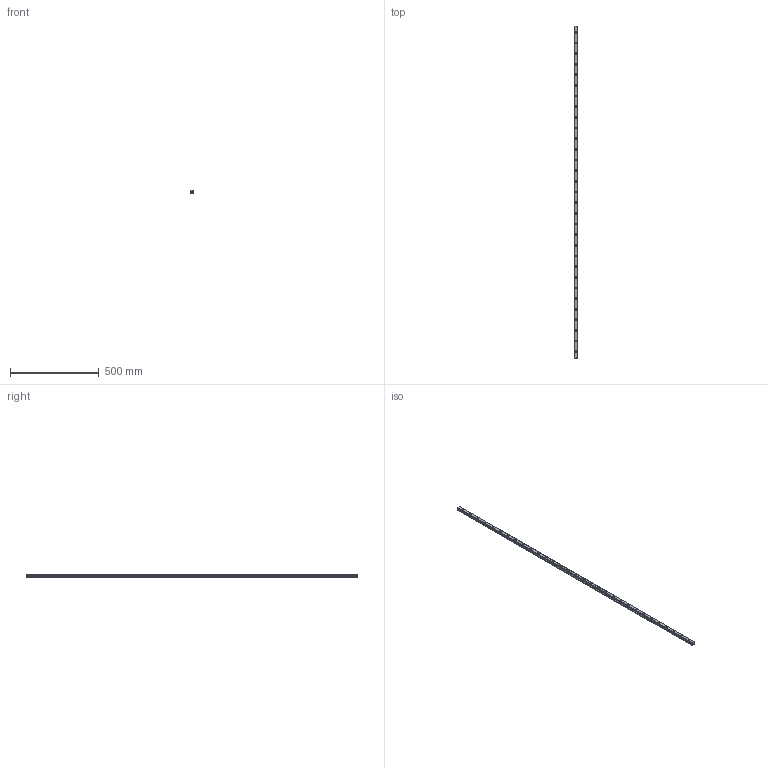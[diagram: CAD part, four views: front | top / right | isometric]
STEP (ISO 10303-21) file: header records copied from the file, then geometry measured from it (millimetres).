
FILE_DESCRIPTION(('STEP AP214'),'1');
FILE_NAME('cctmp_E8B36139-7C96-497C-8F73-309769070643_2020_5_19_9_25_18_230..stp','2020-05-19T07:25:18',('HIWIN GmbH'),('CADClick - www.CADClick.com'),'Spatial InterOp 3D',' ','unknown authorization');
FILE_SCHEMA(('AUTOMOTIVE_DESIGN'));
Length unit declared in the file: millimetre
Products named in the file (1): HGR20R1870H_FILE
Bounding box: 20 x 1870 x 17.5 mm (x, y, z)
Volume: 534745.6 mm3; surface area: 158714.7 mm2
Topology: 1 solids, 1 shells, 386 faces, 861 edges, 574 vertices
Faces by surface type: cylinder 208, plane 178
Entity records: 13993 total; most frequent: DIRECTION 2051, CARTESIAN_POINT 1822, ORIENTED_EDGE 1722, EDGE_CURVE 861, AXIS2_PLACEMENT_3D 803, VERTEX_POINT 574, EDGE_LOOP 483, LINE 445
